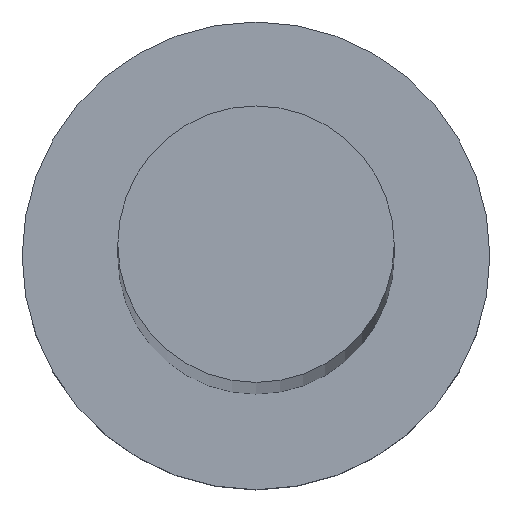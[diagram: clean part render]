
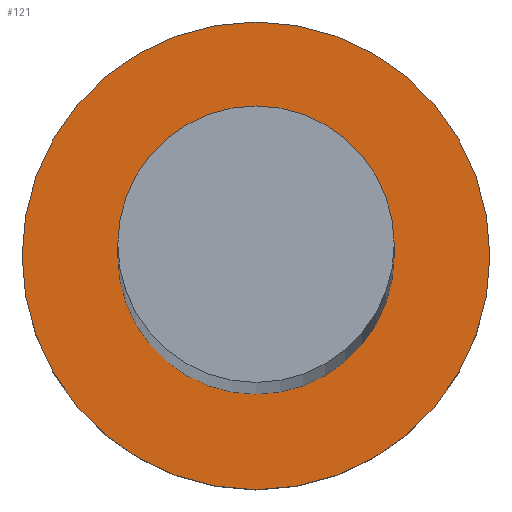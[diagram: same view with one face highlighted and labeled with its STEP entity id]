
A CAD part, top view. The second image highlights one B-rep face of the part: STEP entity #121.
In plain terms, the highlighted planar face has unit normal (0, 0, 1).
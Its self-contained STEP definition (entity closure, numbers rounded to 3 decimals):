
#1 = ORIENTED_EDGE ( 'NONE', *, *, #83, .T. ) ;
#4 = CIRCLE ( 'NONE', #145, 6.5 ) ;
#24 = DIRECTION ( 'NONE',  ( 0., 0., 1. ) ) ;
#41 = VERTEX_POINT ( 'NONE', #174 ) ;
#42 = DIRECTION ( 'NONE',  ( 1., 0., 0. ) ) ;
#43 = AXIS2_PLACEMENT_3D ( 'NONE', #122, #214, #95 ) ;
#54 = AXIS2_PLACEMENT_3D ( 'NONE', #253, #62, #42 ) ;
#56 = CARTESIAN_POINT ( 'NONE',  ( -6.5, 0., 7. ) ) ;
#57 = ORIENTED_EDGE ( 'NONE', *, *, #67, .T. ) ;
#58 = VERTEX_POINT ( 'NONE', #56 ) ;
#61 = EDGE_LOOP ( 'NONE', ( #1, #57 ) ) ;
#62 = DIRECTION ( 'NONE',  ( 0., 0., 1. ) ) ;
#67 = EDGE_CURVE ( 'NONE', #120, #41, #112, .T. ) ;
#75 = CARTESIAN_POINT ( 'NONE',  ( 0., 0., 7. ) ) ;
#79 = EDGE_CURVE ( 'NONE', #58, #119, #4, .T. ) ;
#82 = FACE_BOUND ( 'NONE', #99, .T. ) ;
#83 = EDGE_CURVE ( 'NONE', #41, #120, #252, .T. ) ;
#95 = DIRECTION ( 'NONE',  ( 1., 0., 0. ) ) ;
#97 = CARTESIAN_POINT ( 'NONE',  ( 0., 0., 7. ) ) ;
#99 = EDGE_LOOP ( 'NONE', ( #236, #238 ) ) ;
#101 = CIRCLE ( 'NONE', #245, 6.5 ) ;
#107 = DIRECTION ( 'NONE',  ( 1., 0., 0. ) ) ;
#112 = CIRCLE ( 'NONE', #152, 11. ) ;
#115 = DIRECTION ( 'NONE',  ( 0., 0., 1. ) ) ;
#119 = VERTEX_POINT ( 'NONE', #141 ) ;
#120 = VERTEX_POINT ( 'NONE', #171 ) ;
#121 = ADVANCED_FACE ( 'NONE', ( #82, #163 ), #239, .T. ) ;
#122 = CARTESIAN_POINT ( 'NONE',  ( 0., 0., 7. ) ) ;
#133 = EDGE_CURVE ( 'NONE', #119, #58, #101, .T. ) ;
#141 = CARTESIAN_POINT ( 'NONE',  ( 6.5, 0., 7. ) ) ;
#145 = AXIS2_PLACEMENT_3D ( 'NONE', #97, #24, #178 ) ;
#152 = AXIS2_PLACEMENT_3D ( 'NONE', #157, #115, #200 ) ;
#157 = CARTESIAN_POINT ( 'NONE',  ( 0., 0., 7. ) ) ;
#163 = FACE_OUTER_BOUND ( 'NONE', #61, .T. ) ;
#171 = CARTESIAN_POINT ( 'NONE',  ( 11., 0., 7. ) ) ;
#174 = CARTESIAN_POINT ( 'NONE',  ( -11., 0., 7. ) ) ;
#178 = DIRECTION ( 'NONE',  ( 1., 0., 0. ) ) ;
#200 = DIRECTION ( 'NONE',  ( 1., 0., 0. ) ) ;
#214 = DIRECTION ( 'NONE',  ( 0., 0., 1. ) ) ;
#232 = DIRECTION ( 'NONE',  ( 0., 0., 1. ) ) ;
#236 = ORIENTED_EDGE ( 'NONE', *, *, #79, .F. ) ;
#238 = ORIENTED_EDGE ( 'NONE', *, *, #133, .F. ) ;
#239 = PLANE ( 'NONE',  #54 ) ;
#245 = AXIS2_PLACEMENT_3D ( 'NONE', #75, #232, #107 ) ;
#252 = CIRCLE ( 'NONE', #43, 11. ) ;
#253 = CARTESIAN_POINT ( 'NONE',  ( 0., 0., 7. ) ) ;
